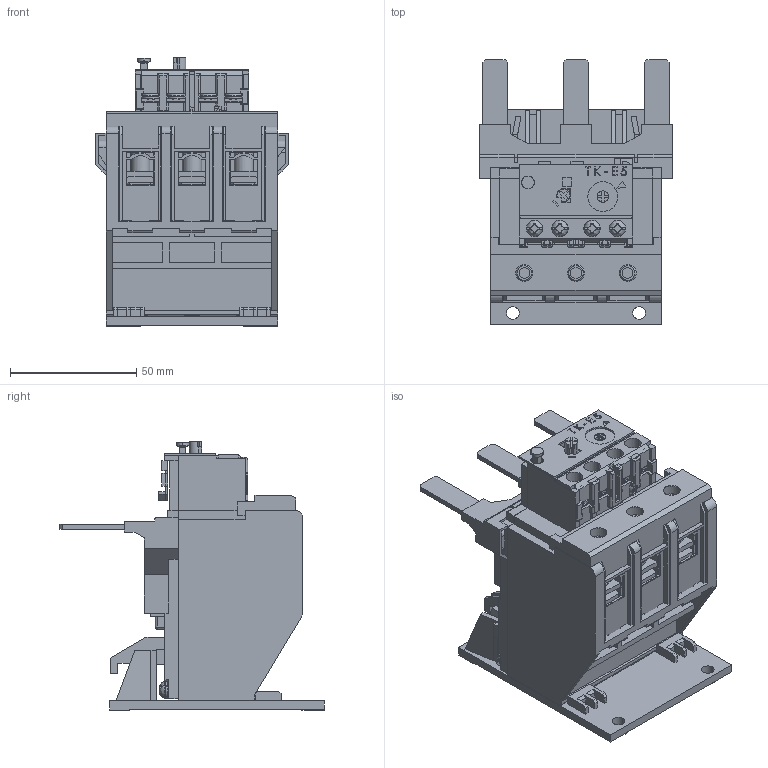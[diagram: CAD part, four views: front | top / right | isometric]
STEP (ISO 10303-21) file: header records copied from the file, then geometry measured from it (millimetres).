
FILE_DESCRIPTION (( 'STEP AP214' ), '1' );
FILE_NAME ('TK-E5-5000.step', '2016-04-18T19:16:15', ( '' ), ( '' ), 'SwSTEP 2.0', 'SolidWorks 2015', '' );
FILE_SCHEMA (( 'AUTOMOTIVE_DESIGN' ));
Length unit declared in the file: inch
Products named in the file (4): TK-E5-COMPONENTS; TK-E5_Upper Case; TK-E5_Lower Case; TK-E5-5000
Assembly tree (3 placements, depth 2):
  TK-E5-5000
    TK-E5_Lower Case
    TK-E5_Upper Case
    TK-E5-COMPONENTS
Bounding box: 76.3 x 104.7 x 106.2 mm (x, y, z)
Volume: 262011.2 mm3; surface area: 127471.5 mm2
Topology: 58 solids, 58 shells, 2127 faces, 5873 edges, 3851 vertices
Faces by surface type: plane 1683, cylinder 355, bspline 45, cone 44
Entity records: 97249 total; most frequent: CARTESIAN_POINT 14292, ORIENTED_EDGE 11714, DIRECTION 10627, EDGE_CURVE 5857, LINE 4751, VECTOR 4751, VERTEX_POINT 3849, AXIS2_PLACEMENT_3D 2938
